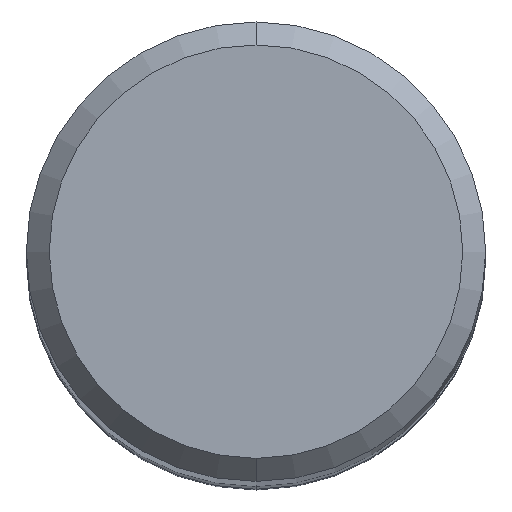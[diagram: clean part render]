
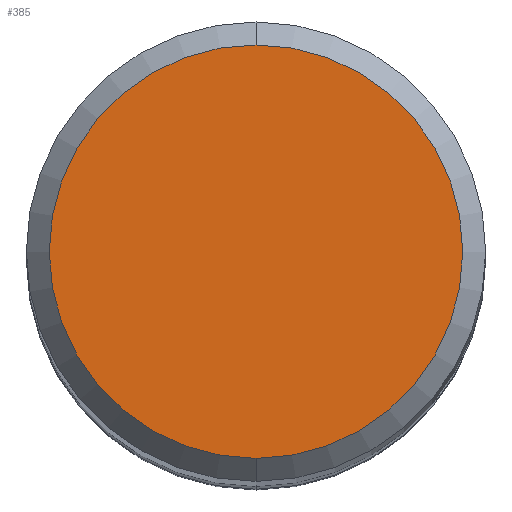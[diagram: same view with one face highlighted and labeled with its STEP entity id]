
A CAD part, top view. The second image highlights one B-rep face of the part: STEP entity #385.
In plain terms, the highlighted planar face has unit normal (0, 0, 1).
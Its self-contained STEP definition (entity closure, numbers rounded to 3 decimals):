
#367=EDGE_CURVE('',#417,#489,#772,.T.);
#385=ADVANCED_FACE('',(#792),#793,.T.);
#417=VERTEX_POINT('',#830);
#445=EDGE_CURVE('',#489,#417,#861,.T.);
#489=VERTEX_POINT('',#909);
#772=CIRCLE('',#1321,3.6);
#792=FACE_OUTER_BOUND('',#1347,.T.);
#793=PLANE('',#1348);
#830=CARTESIAN_POINT('',(0.0,3.6,0.0));
#861=CIRCLE('',#1491,3.6);
#909=CARTESIAN_POINT('',(0.,-3.6,0.0));
#1321=AXIS2_PLACEMENT_3D('',#1969,#1970,#1971);
#1347=EDGE_LOOP('',(#1998,#1999));
#1348=AXIS2_PLACEMENT_3D('',#2000,#2001,#2002);
#1491=AXIS2_PLACEMENT_3D('',#2086,#2087,#2088);
#1969=CARTESIAN_POINT('',(0.0,0.0,0.0));
#1970=DIRECTION('',(0.0,0.0,-1.0));
#1971=DIRECTION('',(0.0,1.0,0.0));
#1998=ORIENTED_EDGE('',*,*,#367,.F.);
#1999=ORIENTED_EDGE('',*,*,#445,.F.);
#2000=CARTESIAN_POINT('',(0.0,1.8,0.0));
#2001=DIRECTION('',(-0.0,0.0,1.0));
#2002=DIRECTION('',(0.0,-1.0,0.0));
#2086=CARTESIAN_POINT('',(0.0,0.0,0.0));
#2087=DIRECTION('',(0.0,0.0,-1.0));
#2088=DIRECTION('',(0.0,1.0,0.0));
